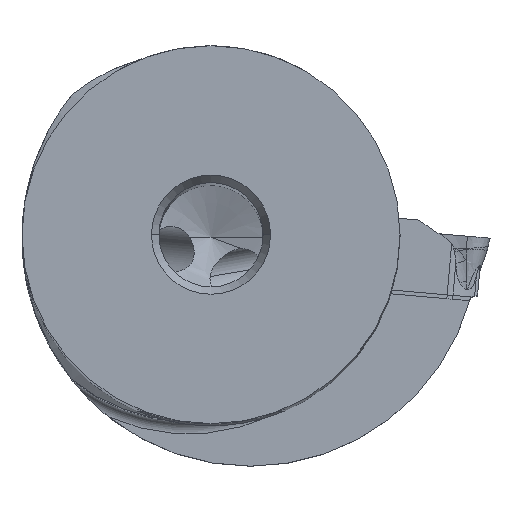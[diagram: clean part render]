
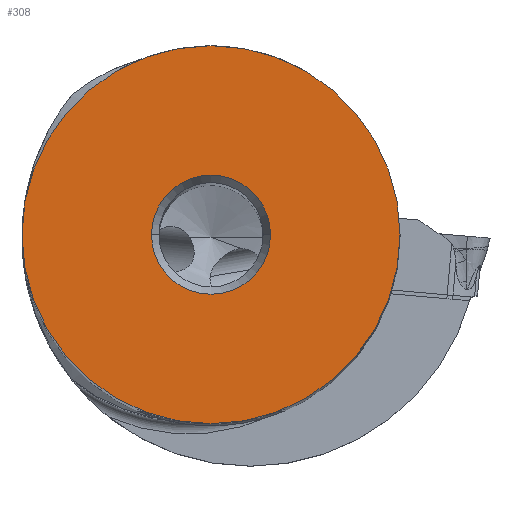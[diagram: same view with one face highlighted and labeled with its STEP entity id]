
A CAD part, top view. The second image highlights one B-rep face of the part: STEP entity #308.
In plain terms, the highlighted planar face has unit normal (0, 0, 1).
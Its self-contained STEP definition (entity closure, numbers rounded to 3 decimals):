
#41=FACE_BOUND('',#678,.T.);
#42=FACE_BOUND('',#679,.T.);
#308=ADVANCED_FACE('',(#41,#42),#396,.F.);
#396=PLANE('',#3429);
#678=EDGE_LOOP('',(#1372,#1373));
#679=EDGE_LOOP('',(#1374,#1375));
#1372=ORIENTED_EDGE('',*,*,#2347,.T.);
#1373=ORIENTED_EDGE('',*,*,#2342,.T.);
#1374=ORIENTED_EDGE('',*,*,#2348,.T.);
#1375=ORIENTED_EDGE('',*,*,#2349,.T.);
#1920=VERTEX_POINT('',#9040);
#1921=VERTEX_POINT('',#9042);
#1926=VERTEX_POINT('',#9055);
#1927=VERTEX_POINT('',#9056);
#2342=EDGE_CURVE('',#1920,#1921,#2776,.T.);
#2347=EDGE_CURVE('',#1921,#1920,#2777,.T.);
#2348=EDGE_CURVE('',#1926,#1927,#2778,.T.);
#2349=EDGE_CURVE('',#1927,#1926,#2779,.T.);
#2776=CIRCLE('',#3422,12.7);
#2777=CIRCLE('',#3426,12.7);
#2778=CIRCLE('',#3427,4.);
#2779=CIRCLE('',#3428,4.);
#3422=AXIS2_PLACEMENT_3D('',#9043,#3938,#3939);
#3426=AXIS2_PLACEMENT_3D('',#9053,#3948,#3949);
#3427=AXIS2_PLACEMENT_3D('',#9054,#3950,#3951);
#3428=AXIS2_PLACEMENT_3D('',#9057,#3952,#3953);
#3429=AXIS2_PLACEMENT_3D('',#9058,#3954,#3955);
#3938=DIRECTION('',(0.,0.,1.));
#3939=DIRECTION('',(-1.,0.,0.));
#3948=DIRECTION('',(0.,0.,1.));
#3949=DIRECTION('',(1.,0.,0.));
#3950=DIRECTION('',(0.,0.,-1.));
#3951=DIRECTION('',(1.,0.,0.));
#3952=DIRECTION('',(0.,0.,-1.));
#3953=DIRECTION('',(-1.,0.,0.));
#3954=DIRECTION('',(0.,0.,-1.));
#3955=DIRECTION('',(1.,0.,0.));
#9040=CARTESIAN_POINT('',(-12.7,0.,0.));
#9042=CARTESIAN_POINT('',(12.7,0.,0.));
#9043=CARTESIAN_POINT('',(0.,0.,0.));
#9053=CARTESIAN_POINT('',(0.,0.,0.));
#9054=CARTESIAN_POINT('',(0.,0.,0.));
#9055=CARTESIAN_POINT('',(4.,0.,0.));
#9056=CARTESIAN_POINT('',(-4.,0.,0.));
#9057=CARTESIAN_POINT('',(0.,0.,0.));
#9058=CARTESIAN_POINT('',(0.,0.,0.));
